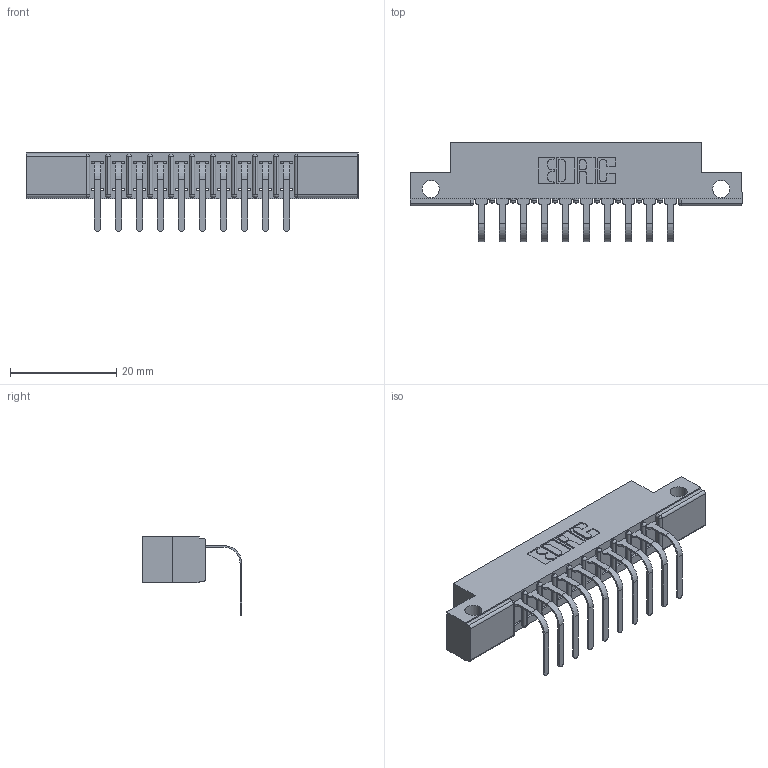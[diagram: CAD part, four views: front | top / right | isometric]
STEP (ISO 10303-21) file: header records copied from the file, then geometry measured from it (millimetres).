
FILE_DESCRIPTION (( 'STEP AP203' ), '1' );
FILE_NAME ('357-010-458-112.STEP', '2022-07-18T23:56:12', ( '' ), ( '' ), 'SwSTEP 2.0', 'SolidWorks 2020', '' );
FILE_SCHEMA (( 'CONFIG_CONTROL_DESIGN' ));
Length unit declared in the file: inch
Products named in the file (3): 307-290-001_558 - 2 (Single); 307 Part_.128 Dia Side Mounting Holes; 357-010-458-112
Assembly tree (11 placements, depth 2):
  357-010-458-112
    307 Part_.128 Dia Side Mounting Holes
    307-290-001_558 - 2 (Single)  x10
Bounding box: 62.64 x 18.78 x 14.81 mm (x, y, z)
Volume: 3949.8 mm3; surface area: 5771.7 mm2
Topology: 11 solids, 11 shells, 729 faces, 2063 edges, 1330 vertices
Faces by surface type: plane 460, cylinder 247, sphere 22
Entity records: 12624 total; most frequent: CARTESIAN_POINT 2116, ORIENTED_EDGE 2102, DIRECTION 2077, EDGE_CURVE 1051, VECTOR 791, LINE 791, VERTEX_POINT 682, AXIS2_PLACEMENT_3D 643
